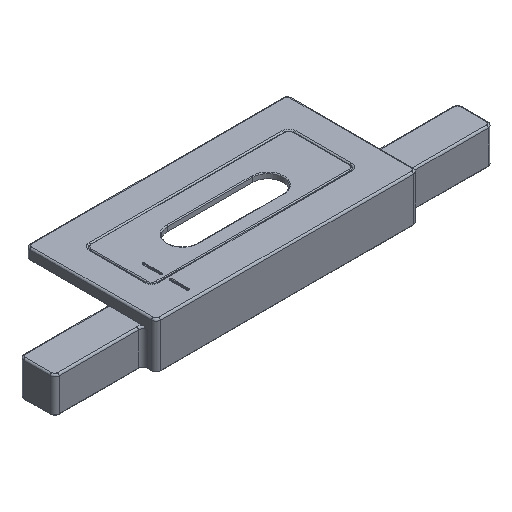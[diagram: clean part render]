
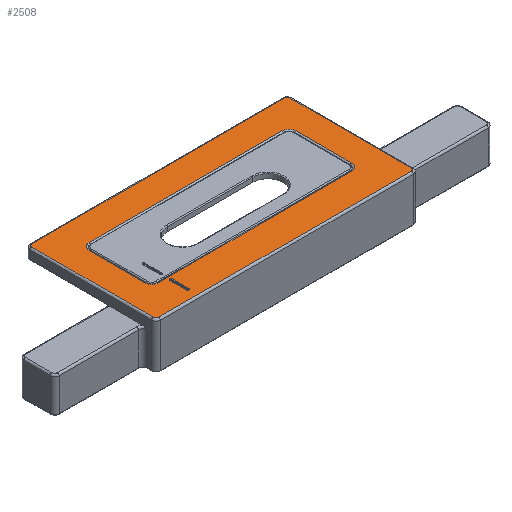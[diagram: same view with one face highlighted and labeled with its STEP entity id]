
A CAD part, isometric view. The second image highlights one B-rep face of the part: STEP entity #2508.
In plain terms, the highlighted planar face has unit normal (0, 0, 1).
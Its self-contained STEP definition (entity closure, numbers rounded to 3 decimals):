
#29=FACE_BOUND('',#744,.T.);
#30=FACE_BOUND('',#745,.T.);
#79=PLANE('',#2748);
#128=LINE('',#4076,#314);
#130=LINE('',#4085,#316);
#136=LINE('',#4100,#322);
#137=LINE('',#4104,#323);
#138=LINE('',#4108,#324);
#139=LINE('',#4112,#325);
#140=LINE('',#4116,#326);
#141=LINE('',#4120,#327);
#142=LINE('',#4124,#328);
#143=LINE('',#4128,#329);
#314=VECTOR('',#3134,10.);
#316=VECTOR('',#3146,10.);
#322=VECTOR('',#3160,10.);
#323=VECTOR('',#3163,10.);
#324=VECTOR('',#3166,10.);
#325=VECTOR('',#3169,10.);
#326=VECTOR('',#3172,10.);
#327=VECTOR('',#3175,10.);
#328=VECTOR('',#3178,10.);
#329=VECTOR('',#3181,10.);
#580=FACE_OUTER_BOUND('',#743,.T.);
#743=EDGE_LOOP('',(#1763,#1764,#1765,#1766,#1767,#1768,#1769,#1770));
#744=EDGE_LOOP('',(#1771,#1772,#1773,#1774,#1775,#1776,#1777,#1778));
#745=EDGE_LOOP('',(#1779,#1780,#1781,#1782));
#910=CIRCLE('',#2737,1.5);
#913=CIRCLE('',#2742,1.5);
#916=CIRCLE('',#2749,3.);
#917=CIRCLE('',#2750,3.);
#918=CIRCLE('',#2751,3.);
#919=CIRCLE('',#2752,3.);
#920=CIRCLE('',#2753,8.);
#921=CIRCLE('',#2754,8.);
#922=CIRCLE('',#2755,8.);
#923=CIRCLE('',#2756,8.);
#1111=VERTEX_POINT('',#4064);
#1114=VERTEX_POINT('',#4069);
#1116=VERTEX_POINT('',#4074);
#1118=VERTEX_POINT('',#4080);
#1122=VERTEX_POINT('',#4098);
#1123=VERTEX_POINT('',#4099);
#1124=VERTEX_POINT('',#4101);
#1125=VERTEX_POINT('',#4103);
#1126=VERTEX_POINT('',#4105);
#1127=VERTEX_POINT('',#4107);
#1128=VERTEX_POINT('',#4109);
#1129=VERTEX_POINT('',#4111);
#1130=VERTEX_POINT('',#4114);
#1131=VERTEX_POINT('',#4115);
#1132=VERTEX_POINT('',#4117);
#1133=VERTEX_POINT('',#4119);
#1134=VERTEX_POINT('',#4121);
#1135=VERTEX_POINT('',#4123);
#1136=VERTEX_POINT('',#4125);
#1137=VERTEX_POINT('',#4127);
#1349=EDGE_CURVE('',#1114,#1111,#910,.T.);
#1351=EDGE_CURVE('',#1116,#1114,#128,.T.);
#1354=EDGE_CURVE('',#1118,#1116,#913,.T.);
#1356=EDGE_CURVE('',#1111,#1118,#130,.T.);
#1363=EDGE_CURVE('',#1122,#1123,#136,.T.);
#1364=EDGE_CURVE('',#1124,#1122,#916,.T.);
#1365=EDGE_CURVE('',#1125,#1124,#137,.T.);
#1366=EDGE_CURVE('',#1126,#1125,#917,.T.);
#1367=EDGE_CURVE('',#1127,#1126,#138,.T.);
#1368=EDGE_CURVE('',#1128,#1127,#918,.T.);
#1369=EDGE_CURVE('',#1129,#1128,#139,.T.);
#1370=EDGE_CURVE('',#1123,#1129,#919,.T.);
#1371=EDGE_CURVE('',#1130,#1131,#140,.T.);
#1372=EDGE_CURVE('',#1132,#1130,#920,.T.);
#1373=EDGE_CURVE('',#1133,#1132,#141,.T.);
#1374=EDGE_CURVE('',#1134,#1133,#921,.T.);
#1375=EDGE_CURVE('',#1135,#1134,#142,.T.);
#1376=EDGE_CURVE('',#1136,#1135,#922,.T.);
#1377=EDGE_CURVE('',#1137,#1136,#143,.T.);
#1378=EDGE_CURVE('',#1131,#1137,#923,.T.);
#1763=ORIENTED_EDGE('',*,*,#1363,.F.);
#1764=ORIENTED_EDGE('',*,*,#1364,.F.);
#1765=ORIENTED_EDGE('',*,*,#1365,.F.);
#1766=ORIENTED_EDGE('',*,*,#1366,.F.);
#1767=ORIENTED_EDGE('',*,*,#1367,.F.);
#1768=ORIENTED_EDGE('',*,*,#1368,.F.);
#1769=ORIENTED_EDGE('',*,*,#1369,.F.);
#1770=ORIENTED_EDGE('',*,*,#1370,.F.);
#1771=ORIENTED_EDGE('',*,*,#1371,.F.);
#1772=ORIENTED_EDGE('',*,*,#1372,.F.);
#1773=ORIENTED_EDGE('',*,*,#1373,.F.);
#1774=ORIENTED_EDGE('',*,*,#1374,.F.);
#1775=ORIENTED_EDGE('',*,*,#1375,.F.);
#1776=ORIENTED_EDGE('',*,*,#1376,.F.);
#1777=ORIENTED_EDGE('',*,*,#1377,.F.);
#1778=ORIENTED_EDGE('',*,*,#1378,.F.);
#1779=ORIENTED_EDGE('',*,*,#1349,.F.);
#1780=ORIENTED_EDGE('',*,*,#1351,.F.);
#1781=ORIENTED_EDGE('',*,*,#1354,.F.);
#1782=ORIENTED_EDGE('',*,*,#1356,.F.);
#2508=ADVANCED_FACE('',(#580,#29,#30),#79,.T.);
#2737=AXIS2_PLACEMENT_3D('',#4071,#3128,#3129);
#2742=AXIS2_PLACEMENT_3D('',#4082,#3140,#3141);
#2748=AXIS2_PLACEMENT_3D('',#4097,#3158,#3159);
#2749=AXIS2_PLACEMENT_3D('',#4102,#3161,#3162);
#2750=AXIS2_PLACEMENT_3D('',#4106,#3164,#3165);
#2751=AXIS2_PLACEMENT_3D('',#4110,#3167,#3168);
#2752=AXIS2_PLACEMENT_3D('',#4113,#3170,#3171);
#2753=AXIS2_PLACEMENT_3D('',#4118,#3173,#3174);
#2754=AXIS2_PLACEMENT_3D('',#4122,#3176,#3177);
#2755=AXIS2_PLACEMENT_3D('',#4126,#3179,#3180);
#2756=AXIS2_PLACEMENT_3D('',#4129,#3182,#3183);
#3128=DIRECTION('center_axis',(0.,0.,1.));
#3129=DIRECTION('ref_axis',(0.,1.,0.));
#3134=DIRECTION('',(0.,1.,0.));
#3140=DIRECTION('center_axis',(0.,0.,1.));
#3141=DIRECTION('ref_axis',(0.,-1.,0.));
#3146=DIRECTION('',(0.,-1.,0.));
#3158=DIRECTION('center_axis',(0.,0.,1.));
#3159=DIRECTION('ref_axis',(1.,0.,0.));
#3160=DIRECTION('',(-1.,0.,0.));
#3161=DIRECTION('center_axis',(0.,0.,-1.));
#3162=DIRECTION('ref_axis',(0.707,-0.707,0.));
#3163=DIRECTION('',(0.,-1.,0.));
#3164=DIRECTION('center_axis',(0.,0.,-1.));
#3165=DIRECTION('ref_axis',(0.707,0.707,0.));
#3166=DIRECTION('',(1.,0.,0.));
#3167=DIRECTION('center_axis',(0.,0.,-1.));
#3168=DIRECTION('ref_axis',(-0.707,0.707,0.));
#3169=DIRECTION('',(0.,1.,0.));
#3170=DIRECTION('center_axis',(0.,0.,-1.));
#3171=DIRECTION('ref_axis',(-0.707,-0.707,0.));
#3172=DIRECTION('',(1.,0.,0.));
#3173=DIRECTION('center_axis',(0.,0.,1.));
#3174=DIRECTION('ref_axis',(-0.707,-0.707,0.));
#3175=DIRECTION('',(0.,-1.,0.));
#3176=DIRECTION('center_axis',(0.,0.,1.));
#3177=DIRECTION('ref_axis',(-0.707,0.707,0.));
#3178=DIRECTION('',(-1.,0.,0.));
#3179=DIRECTION('center_axis',(0.,0.,1.));
#3180=DIRECTION('ref_axis',(0.707,0.707,0.));
#3181=DIRECTION('',(0.,1.,0.));
#3182=DIRECTION('center_axis',(0.,0.,1.));
#3183=DIRECTION('ref_axis',(0.707,-0.707,0.));
#4064=CARTESIAN_POINT('',(-101.,-23.,12.));
#4069=CARTESIAN_POINT('',(-98.,-23.,12.));
#4071=CARTESIAN_POINT('Origin',(-99.5,-23.,12.));
#4074=CARTESIAN_POINT('',(-98.,-42.,12.));
#4076=CARTESIAN_POINT('',(-98.,-2.,12.));
#4080=CARTESIAN_POINT('',(-101.,-42.,12.));
#4082=CARTESIAN_POINT('Origin',(-99.5,-42.,12.));
#4085=CARTESIAN_POINT('',(-101.,-11.5,12.));
#4097=CARTESIAN_POINT('Origin',(-74.25,19.,12.));
#4098=CARTESIAN_POINT('',(143.5,-53.,12.));
#4099=CARTESIAN_POINT('',(-143.5,-53.,12.));
#4100=CARTESIAN_POINT('',(-37.125,-53.,12.));
#4101=CARTESIAN_POINT('',(146.5,-50.,12.));
#4102=CARTESIAN_POINT('Origin',(143.5,-50.,12.));
#4103=CARTESIAN_POINT('',(146.5,88.,12.));
#4104=CARTESIAN_POINT('',(146.5,-18.,12.));
#4105=CARTESIAN_POINT('',(143.5,91.,12.));
#4106=CARTESIAN_POINT('Origin',(143.5,88.,12.));
#4107=CARTESIAN_POINT('',(-143.5,91.,12.));
#4108=CARTESIAN_POINT('',(-37.125,91.,12.));
#4109=CARTESIAN_POINT('',(-146.5,88.,12.));
#4110=CARTESIAN_POINT('Origin',(-143.5,88.,12.));
#4111=CARTESIAN_POINT('',(-146.5,-50.,12.));
#4112=CARTESIAN_POINT('',(-146.5,-18.,12.));
#4113=CARTESIAN_POINT('Origin',(-143.5,-50.,12.));
#4114=CARTESIAN_POINT('',(-109.5,-19.,12.));
#4115=CARTESIAN_POINT('',(109.5,-19.,12.));
#4116=CARTESIAN_POINT('',(-37.125,-19.,12.));
#4117=CARTESIAN_POINT('',(-117.5,-11.,12.));
#4118=CARTESIAN_POINT('Origin',(-109.5,-11.,12.));
#4119=CARTESIAN_POINT('',(-117.5,52.,12.));
#4120=CARTESIAN_POINT('',(-117.5,1.,12.));
#4121=CARTESIAN_POINT('',(-109.5,60.,12.));
#4122=CARTESIAN_POINT('Origin',(-109.5,52.,12.));
#4123=CARTESIAN_POINT('',(109.5,60.,12.));
#4124=CARTESIAN_POINT('',(-94.875,60.,12.));
#4125=CARTESIAN_POINT('',(117.5,52.,12.));
#4126=CARTESIAN_POINT('Origin',(109.5,52.,12.));
#4127=CARTESIAN_POINT('',(117.5,-11.,12.));
#4128=CARTESIAN_POINT('',(117.5,1.,12.));
#4129=CARTESIAN_POINT('Origin',(109.5,-11.,12.));
